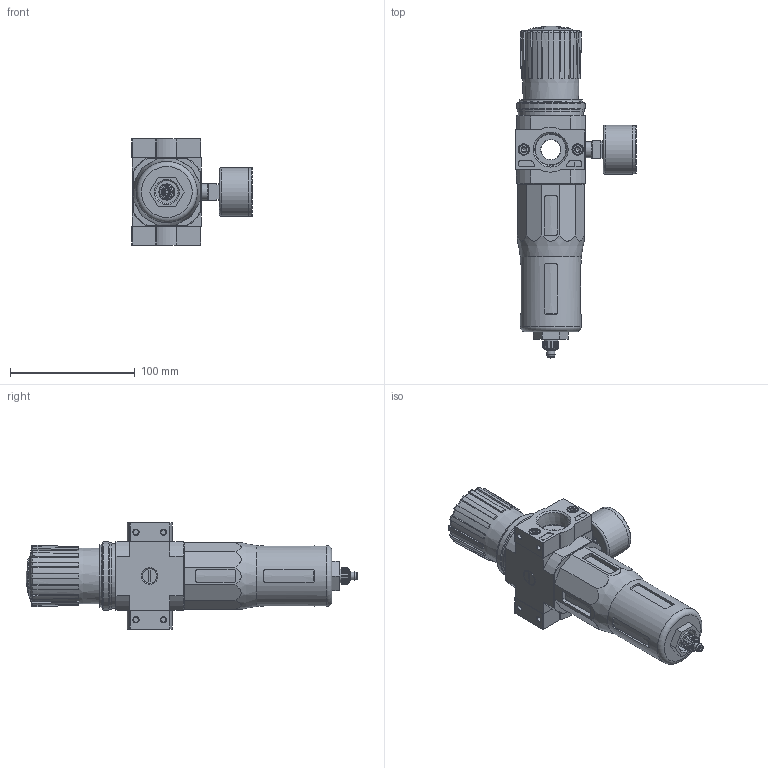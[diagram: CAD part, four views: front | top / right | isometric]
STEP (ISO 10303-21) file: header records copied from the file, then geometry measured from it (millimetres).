
FILE_DESCRIPTION(/* description */ ('STEP AP214'),/* implementation_level */ '2;1');
FILE_NAME(/* name */ '173802_LFR-3_4-D-7-MIDI-NPT',/* time_stamp */ '2024-09-04T14:51:40+02:00',/* author */ ('License CC BY-ND 4.0'),/* organization */ ('CADENAS'),/* preprocessor_version */ 'ST-DEVELOPER v19.3',/* originating_system */ 'PARTsolutions',/* authorisation */ ' ');
FILE_SCHEMA (('AUTOMOTIVE_DESIGN {1 0 10303 214 3 1 1}'));
Length unit declared in the file: millimetre
Products named in the file (9): 173802 LFR-3/4-D-7-MIDI-NPT---(0); 127312 LFR-D-7-MIDI--(0); 8003638 PAGN-40-10-G14; 679806 PBL-3/4-D-MIDI-R-NPT--P1; DIN-912 - M5x18(F); 679805 PBL-3/4-D-MIDI-L-NPT--P1; 398012 LRVS-D-MINI; 373846 LR-MIDI; 648415 LF
Assembly tree (11 placements, depth 2):
  173802 LFR-3/4-D-7-MIDI-NPT---(0)
    127312 LFR-D-7-MIDI--(0)
    8003638 PAGN-40-10-G14
    679806 PBL-3/4-D-MIDI-R-NPT--P1
    DIN-912 - M5x18(F)  x4
    679805 PBL-3/4-D-MIDI-L-NPT--P1
    398012 LRVS-D-MINI
    373846 LR-MIDI
    648415 LF
Bounding box: 96.35 x 265.7 x 85 mm (x, y, z)
Volume: 578603.7 mm3; surface area: 83096.9 mm2
Topology: 11 solids, 12 shells, 667 faces, 1634 edges, 1042 vertices
Faces by surface type: plane 352, cylinder 148, cone 115, torus 47, sphere 5
Full cylindrical faces by diameter (mm): 3 x1, 4.134 x8, 5 x4, 5.6 x1, 6.3 x1, 6.4 x1, 6.8 x1, 7.1 x1, 8.5 x4, 8.7 x1, 9 x1, 9.6 x1, 11 x1, 11.2 x2, 11.445 x2, 12.6 x1, 13.157 x2, 16 x1, 18 x1, 26.4 x1, 29.7 x1, 30.8 x1, 38.7 x1, 39 x2, 48.7 x1, 50.16 x1, 50.376 x1, 52 x1, 53.5 x1, 54.8 x1
Entity records: 19858 total; most frequent: CARTESIAN_POINT 3902, DIRECTION 2810, ORIENTED_EDGE 2720, EDGE_CURVE 1360, AXIS2_PLACEMENT_3D 1115, VERTEX_POINT 943, FACE_BOUND 755, EDGE_LOOP 754
